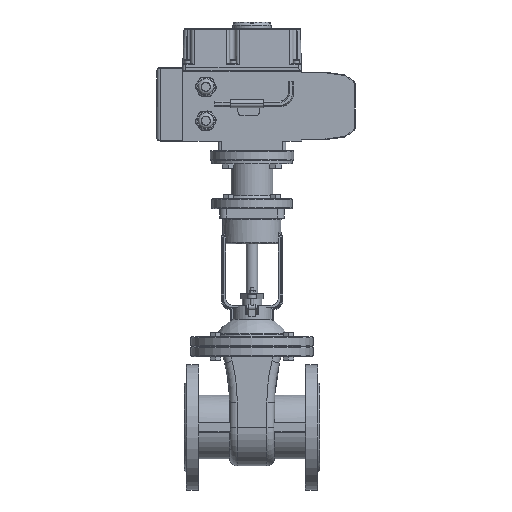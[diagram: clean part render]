
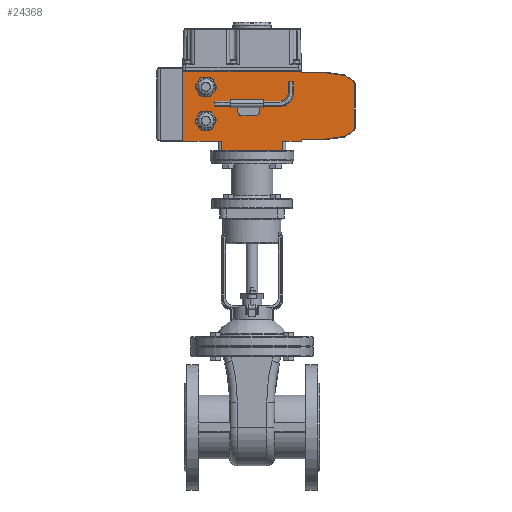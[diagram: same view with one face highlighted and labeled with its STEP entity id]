
A CAD part, left-side view. The second image highlights one B-rep face of the part: STEP entity #24368.
In plain terms, the highlighted planar face has unit normal (-1, 0, 0).
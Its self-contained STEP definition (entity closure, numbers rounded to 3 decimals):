
#1146=PLANE('',#26409);
#1562=LINE('',#34896,#3549);
#2020=LINE('',#36091,#4007);
#2023=LINE('',#36100,#4010);
#2028=LINE('',#36124,#4015);
#2364=LINE('',#37547,#4351);
#2366=LINE('',#37555,#4353);
#2401=LINE('',#37739,#4388);
#2416=LINE('',#37786,#4403);
#2676=LINE('',#39106,#4663);
#2677=LINE('',#39110,#4664);
#2678=LINE('',#39114,#4665);
#2679=LINE('',#39118,#4666);
#2680=LINE('',#39122,#4667);
#2681=LINE('',#39126,#4668);
#2682=LINE('',#39130,#4669);
#2683=LINE('',#39133,#4670);
#2684=LINE('',#39135,#4671);
#2685=LINE('',#39136,#4672);
#3549=VECTOR('',#28020,10.);
#4007=VECTOR('',#29110,10.);
#4010=VECTOR('',#29117,10.);
#4015=VECTOR('',#29128,10.);
#4351=VECTOR('',#29860,10.);
#4353=VECTOR('',#29868,10.);
#4388=VECTOR('',#30017,10.);
#4403=VECTOR('',#30060,10.);
#4663=VECTOR('',#31158,10.);
#4664=VECTOR('',#31161,10.);
#4665=VECTOR('',#31164,10.);
#4666=VECTOR('',#31167,10.);
#4667=VECTOR('',#31170,10.);
#4668=VECTOR('',#31173,10.);
#4669=VECTOR('',#31176,10.);
#4670=VECTOR('',#31179,10.);
#4671=VECTOR('',#31180,10.);
#4672=VECTOR('',#31181,10.);
#6573=FACE_OUTER_BOUND('',#7946,.T.);
#7946=EDGE_LOOP('',(#18884,#18885,#18886,#18887,#18888,#18889,#18890,#18891,
#18892,#18893,#18894,#18895,#18896,#18897,#18898,#18899,#18900,#18901,#18902,
#18903,#18904,#18905,#18906,#18907,#18908,#18909));
#9219=CIRCLE('',#26410,4.);
#9220=CIRCLE('',#26411,4.);
#9221=CIRCLE('',#26412,4.);
#9222=CIRCLE('',#26413,4.);
#9223=CIRCLE('',#26414,4.);
#9224=CIRCLE('',#26415,4.);
#9225=CIRCLE('',#26416,4.);
#9226=CIRCLE('',#26417,4.);
#9887=VERTEX_POINT('',#34894);
#9888=VERTEX_POINT('',#34895);
#10309=VERTEX_POINT('',#36090);
#10312=VERTEX_POINT('',#36098);
#10313=VERTEX_POINT('',#36099);
#10319=VERTEX_POINT('',#36123);
#10658=VERTEX_POINT('',#37546);
#10661=VERTEX_POINT('',#37553);
#10717=VERTEX_POINT('',#37737);
#10735=VERTEX_POINT('',#37784);
#10979=VERTEX_POINT('',#39103);
#10980=VERTEX_POINT('',#39105);
#10981=VERTEX_POINT('',#39107);
#10982=VERTEX_POINT('',#39109);
#10983=VERTEX_POINT('',#39111);
#10984=VERTEX_POINT('',#39113);
#10985=VERTEX_POINT('',#39115);
#10986=VERTEX_POINT('',#39117);
#10987=VERTEX_POINT('',#39119);
#10988=VERTEX_POINT('',#39121);
#10989=VERTEX_POINT('',#39123);
#10990=VERTEX_POINT('',#39125);
#10991=VERTEX_POINT('',#39127);
#10992=VERTEX_POINT('',#39129);
#10993=VERTEX_POINT('',#39132);
#10994=VERTEX_POINT('',#39134);
#12132=EDGE_CURVE('',#9887,#9888,#1562,.T.);
#12722=EDGE_CURVE('',#9887,#10309,#2020,.T.);
#12726=EDGE_CURVE('',#10312,#10313,#2023,.T.);
#12733=EDGE_CURVE('',#10309,#10319,#2028,.T.);
#13196=EDGE_CURVE('',#10313,#10658,#2364,.T.);
#13200=EDGE_CURVE('',#10661,#9888,#2366,.T.);
#13275=EDGE_CURVE('',#10717,#10661,#2401,.T.);
#13300=EDGE_CURVE('',#10658,#10735,#2416,.T.);
#13788=EDGE_CURVE('',#10979,#10312,#9219,.T.);
#13789=EDGE_CURVE('',#10980,#10979,#2676,.T.);
#13790=EDGE_CURVE('',#10981,#10980,#9220,.T.);
#13791=EDGE_CURVE('',#10982,#10981,#2677,.T.);
#13792=EDGE_CURVE('',#10983,#10982,#9221,.T.);
#13793=EDGE_CURVE('',#10984,#10983,#2678,.T.);
#13794=EDGE_CURVE('',#10985,#10984,#9222,.T.);
#13795=EDGE_CURVE('',#10986,#10985,#2679,.T.);
#13796=EDGE_CURVE('',#10987,#10986,#9223,.T.);
#13797=EDGE_CURVE('',#10988,#10987,#2680,.T.);
#13798=EDGE_CURVE('',#10989,#10988,#9224,.T.);
#13799=EDGE_CURVE('',#10990,#10989,#2681,.T.);
#13800=EDGE_CURVE('',#10991,#10990,#9225,.T.);
#13801=EDGE_CURVE('',#10992,#10991,#2682,.T.);
#13802=EDGE_CURVE('',#10319,#10992,#9226,.T.);
#13803=EDGE_CURVE('',#10993,#10717,#2683,.T.);
#13804=EDGE_CURVE('',#10994,#10993,#2684,.T.);
#13805=EDGE_CURVE('',#10735,#10994,#2685,.T.);
#18884=ORIENTED_EDGE('',*,*,#12726,.F.);
#18885=ORIENTED_EDGE('',*,*,#13788,.F.);
#18886=ORIENTED_EDGE('',*,*,#13789,.F.);
#18887=ORIENTED_EDGE('',*,*,#13790,.F.);
#18888=ORIENTED_EDGE('',*,*,#13791,.F.);
#18889=ORIENTED_EDGE('',*,*,#13792,.F.);
#18890=ORIENTED_EDGE('',*,*,#13793,.F.);
#18891=ORIENTED_EDGE('',*,*,#13794,.F.);
#18892=ORIENTED_EDGE('',*,*,#13795,.F.);
#18893=ORIENTED_EDGE('',*,*,#13796,.F.);
#18894=ORIENTED_EDGE('',*,*,#13797,.F.);
#18895=ORIENTED_EDGE('',*,*,#13798,.F.);
#18896=ORIENTED_EDGE('',*,*,#13799,.F.);
#18897=ORIENTED_EDGE('',*,*,#13800,.F.);
#18898=ORIENTED_EDGE('',*,*,#13801,.F.);
#18899=ORIENTED_EDGE('',*,*,#13802,.F.);
#18900=ORIENTED_EDGE('',*,*,#12733,.F.);
#18901=ORIENTED_EDGE('',*,*,#12722,.F.);
#18902=ORIENTED_EDGE('',*,*,#12132,.T.);
#18903=ORIENTED_EDGE('',*,*,#13200,.F.);
#18904=ORIENTED_EDGE('',*,*,#13275,.F.);
#18905=ORIENTED_EDGE('',*,*,#13803,.F.);
#18906=ORIENTED_EDGE('',*,*,#13804,.F.);
#18907=ORIENTED_EDGE('',*,*,#13805,.F.);
#18908=ORIENTED_EDGE('',*,*,#13300,.F.);
#18909=ORIENTED_EDGE('',*,*,#13196,.F.);
#24368=ADVANCED_FACE('',(#6573),#1146,.F.);
#26409=AXIS2_PLACEMENT_3D('',#39102,#31154,#31155);
#26410=AXIS2_PLACEMENT_3D('',#39104,#31156,#31157);
#26411=AXIS2_PLACEMENT_3D('',#39108,#31159,#31160);
#26412=AXIS2_PLACEMENT_3D('',#39112,#31162,#31163);
#26413=AXIS2_PLACEMENT_3D('',#39116,#31165,#31166);
#26414=AXIS2_PLACEMENT_3D('',#39120,#31168,#31169);
#26415=AXIS2_PLACEMENT_3D('',#39124,#31171,#31172);
#26416=AXIS2_PLACEMENT_3D('',#39128,#31174,#31175);
#26417=AXIS2_PLACEMENT_3D('',#39131,#31177,#31178);
#28020=DIRECTION('',(0.,-1.,0.));
#29110=DIRECTION('',(0.,0.,1.));
#29117=DIRECTION('',(0.,-1.,0.));
#29128=DIRECTION('',(0.,-1.,0.));
#29860=DIRECTION('',(0.,0.,-1.));
#29868=DIRECTION('',(0.,0.,-1.));
#30017=DIRECTION('',(0.,1.,0.));
#30060=DIRECTION('',(0.,-1.,0.));
#31154=DIRECTION('center_axis',(1.,0.,0.));
#31155=DIRECTION('ref_axis',(0.,0.,-1.));
#31156=DIRECTION('center_axis',(1.,0.,0.));
#31157=DIRECTION('ref_axis',(0.,-0.997,-0.077));
#31158=DIRECTION('',(0.,0.,-1.));
#31159=DIRECTION('center_axis',(1.,0.,0.));
#31160=DIRECTION('ref_axis',(0.,-0.998,0.068));
#31161=DIRECTION('',(0.,-0.136,-0.991));
#31162=DIRECTION('center_axis',(1.,0.,0.));
#31163=DIRECTION('ref_axis',(0.,-0.931,0.366));
#31164=DIRECTION('',(0.,-0.575,-0.818));
#31165=DIRECTION('center_axis',(1.,0.,0.));
#31166=DIRECTION('ref_axis',(0.,-0.461,0.887));
#31167=DIRECTION('',(0.,-1.,0.));
#31168=DIRECTION('center_axis',(1.,0.,0.));
#31169=DIRECTION('ref_axis',(0.,0.461,0.887));
#31170=DIRECTION('',(0.,-0.575,0.818));
#31171=DIRECTION('center_axis',(1.,0.,0.));
#31172=DIRECTION('ref_axis',(0.,0.931,0.366));
#31173=DIRECTION('',(0.,-0.136,0.991));
#31174=DIRECTION('center_axis',(1.,0.,0.));
#31175=DIRECTION('ref_axis',(0.,0.998,0.068));
#31176=DIRECTION('',(0.,0.,1.));
#31177=DIRECTION('center_axis',(1.,0.,0.));
#31178=DIRECTION('ref_axis',(0.,0.997,-0.077));
#31179=DIRECTION('',(0.,0.,-1.));
#31180=DIRECTION('',(0.,0.,-1.));
#31181=DIRECTION('',(0.,0.,-1.));
#34894=CARTESIAN_POINT('',(0.,54.,-84.));
#34895=CARTESIAN_POINT('',(0.,-54.5,-84.));
#34896=CARTESIAN_POINT('',(0.,52.5,-84.));
#36090=CARTESIAN_POINT('',(0.,54.,100.756));
#36091=CARTESIAN_POINT('',(0.,54.,-84.));
#36098=CARTESIAN_POINT('',(0.,-51.425,100.756));
#36099=CARTESIAN_POINT('',(0.,-54.5,100.756));
#36100=CARTESIAN_POINT('',(0.,26.25,100.756));
#36123=CARTESIAN_POINT('',(0.,51.425,100.756));
#36124=CARTESIAN_POINT('',(0.,26.25,100.756));
#37546=CARTESIAN_POINT('',(0.,-54.5,71.335));
#37547=CARTESIAN_POINT('',(0.,-54.5,-84.));
#37553=CARTESIAN_POINT('',(0.,-54.5,-23.665));
#37555=CARTESIAN_POINT('',(0.,-54.5,-84.));
#37737=CARTESIAN_POINT('',(0.,-69.5,-23.665));
#37739=CARTESIAN_POINT('',(0.,-27.25,-23.665));
#37784=CARTESIAN_POINT('',(0.,-69.5,71.335));
#37786=CARTESIAN_POINT('',(0.,-27.25,71.335));
#39102=CARTESIAN_POINT('Origin',(0.,0.,50.));
#39103=CARTESIAN_POINT('',(0.,-51.5,101.528));
#39104=CARTESIAN_POINT('Origin',(0.,-47.5,101.528));
#39105=CARTESIAN_POINT('',(0.,-51.5,136.657));
#39106=CARTESIAN_POINT('',(0.,-51.5,93.5));
#39107=CARTESIAN_POINT('',(0.,-51.463,137.203));
#39108=CARTESIAN_POINT('Origin',(0.,-47.5,136.657));
#39109=CARTESIAN_POINT('',(0.,-47.309,167.362));
#39110=CARTESIAN_POINT('',(0.,-54.717,113.571));
#39111=CARTESIAN_POINT('',(0.,-46.62,169.115));
#39112=CARTESIAN_POINT('Origin',(0.,-43.346,166.816));
#39113=CARTESIAN_POINT('',(0.,-38.063,181.299));
#39114=CARTESIAN_POINT('',(0.,-61.906,147.349));
#39115=CARTESIAN_POINT('',(0.,-34.789,183.));
#39116=CARTESIAN_POINT('Origin',(0.,-34.789,179.));
#39117=CARTESIAN_POINT('',(0.,34.789,183.));
#39118=CARTESIAN_POINT('',(0.,18.694,183.));
#39119=CARTESIAN_POINT('',(0.,38.063,181.299));
#39120=CARTESIAN_POINT('Origin',(0.,34.789,179.));
#39121=CARTESIAN_POINT('',(0.,46.62,169.115));
#39122=CARTESIAN_POINT('',(0.,67.28,139.698));
#39123=CARTESIAN_POINT('',(0.,47.309,167.362));
#39124=CARTESIAN_POINT('Origin',(0.,43.346,166.816));
#39125=CARTESIAN_POINT('',(0.,51.463,137.203));
#39126=CARTESIAN_POINT('',(0.,56.9,97.722));
#39127=CARTESIAN_POINT('',(0.,51.5,136.657));
#39128=CARTESIAN_POINT('Origin',(0.,47.5,136.657));
#39129=CARTESIAN_POINT('',(0.,51.5,101.528));
#39130=CARTESIAN_POINT('',(0.,51.5,-17.));
#39131=CARTESIAN_POINT('Origin',(0.,47.5,101.528));
#39132=CARTESIAN_POINT('',(0.,-69.5,-10.076));
#39133=CARTESIAN_POINT('',(0.,-69.5,76.335));
#39134=CARTESIAN_POINT('',(0.,-69.5,57.747));
#39135=CARTESIAN_POINT('',(0.,-69.5,76.335));
#39136=CARTESIAN_POINT('',(0.,-69.5,76.335));
